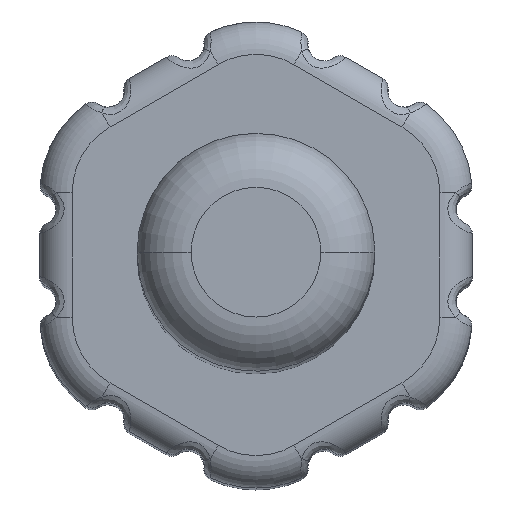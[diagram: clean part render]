
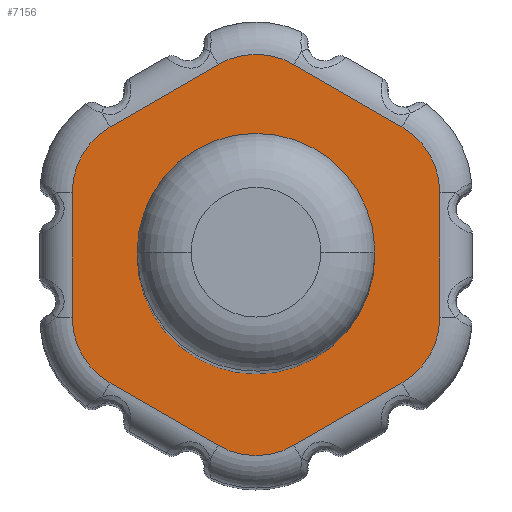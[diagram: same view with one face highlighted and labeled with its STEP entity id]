
A CAD part, top view. The second image highlights one B-rep face of the part: STEP entity #7156.
In plain terms, the highlighted planar face has unit normal (0, 0, 1).
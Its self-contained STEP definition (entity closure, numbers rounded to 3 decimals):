
#1232=DIRECTION('',(0.,-1.,0.));
#1233=VECTOR('',#1232,1.156);
#1234=CARTESIAN_POINT('',(-1.202,0.302,
9.894));
#1235=LINE('',#1234,#1233);
#1631=DIRECTION('',(0.,1.,0.));
#1632=VECTOR('',#1631,1.156);
#1633=CARTESIAN_POINT('',(2.198,-0.854,
9.894));
#1634=LINE('',#1633,#1632);
#1867=CARTESIAN_POINT('',(-0.502,0.302,
9.894));
#1868=DIRECTION('',(0.,0.,-1.));
#1869=DIRECTION('',(-1.,0.,0.));
#1870=AXIS2_PLACEMENT_3D('',#1867,#1868,#1869);
#1872=DIRECTION('',(0.866,0.5,0.));
#1873=VECTOR('',#1872,1.155);
#1874=CARTESIAN_POINT('',(-0.852,0.908,
9.894));
#1875=LINE('',#1874,#1873);
#1876=CARTESIAN_POINT('',(0.498,0.88,
9.894));
#1877=DIRECTION('',(0.,0.,-1.));
#1878=DIRECTION('',(-0.5,0.866,0.));
#1879=AXIS2_PLACEMENT_3D('',#1876,#1877,#1878);
#1881=DIRECTION('',(0.866,-0.5,0.));
#1882=VECTOR('',#1881,1.155);
#1883=CARTESIAN_POINT('',(0.848,1.486,9.894));
#1884=LINE('',#1883,#1882);
#1885=CARTESIAN_POINT('',(1.498,0.302,9.894));
#1886=DIRECTION('',(0.,0.,-1.));
#1887=DIRECTION('',(0.5,0.866,0.));
#1888=AXIS2_PLACEMENT_3D('',#1885,#1886,#1887);
#1890=CARTESIAN_POINT('',(1.498,-0.854,
9.894));
#1891=DIRECTION('',(0.,0.,-1.));
#1892=DIRECTION('',(1.,0.,0.));
#1893=AXIS2_PLACEMENT_3D('',#1890,#1891,#1892);
#1895=DIRECTION('',(-0.866,-0.5,0.));
#1896=VECTOR('',#1895,1.155);
#1897=CARTESIAN_POINT('',(1.848,-1.46,9.894));
#1898=LINE('',#1897,#1896);
#1899=CARTESIAN_POINT('',(0.498,-1.432,
9.894));
#1900=DIRECTION('',(0.,0.,-1.));
#1901=DIRECTION('',(0.5,-0.866,0.));
#1902=AXIS2_PLACEMENT_3D('',#1899,#1900,#1901);
#1904=DIRECTION('',(-0.866,0.5,0.));
#1905=VECTOR('',#1904,1.155);
#1906=CARTESIAN_POINT('',(0.148,-2.038,
9.894));
#1907=LINE('',#1906,#1905);
#1908=CARTESIAN_POINT('',(-0.502,-0.854,
9.894));
#1909=DIRECTION('',(0.,0.,-1.));
#1910=DIRECTION('',(-0.5,-0.866,0.));
#1911=AXIS2_PLACEMENT_3D('',#1908,#1909,#1910);
#1913=CARTESIAN_POINT('',(0.498,-0.276,
9.894));
#1914=DIRECTION('',(0.,0.,1.));
#1915=DIRECTION('',(1.,0.,0.));
#1916=AXIS2_PLACEMENT_3D('',#1913,#1914,#1915);
#1918=CARTESIAN_POINT('',(0.498,-0.276,
9.894));
#1919=DIRECTION('',(0.,0.,1.));
#1920=DIRECTION('',(-1.,0.,0.));
#1921=AXIS2_PLACEMENT_3D('',#1918,#1919,#1920);
#2284=CARTESIAN_POINT('',(0.848,1.486,9.894));
#2285=VERTEX_POINT('',#2284);
#2286=CARTESIAN_POINT('',(0.148,1.486,9.894));
#2287=VERTEX_POINT('',#2286);
#2289=CARTESIAN_POINT('',(1.848,0.908,9.894));
#2290=VERTEX_POINT('',#2289);
#2292=CARTESIAN_POINT('',(2.198,0.302,9.894));
#2293=VERTEX_POINT('',#2292);
#2296=CARTESIAN_POINT('',(2.198,-0.854,
9.894));
#2297=VERTEX_POINT('',#2296);
#2299=CARTESIAN_POINT('',(1.848,-1.46,9.894));
#2300=VERTEX_POINT('',#2299);
#2302=CARTESIAN_POINT('',(0.848,-2.038,
9.894));
#2303=VERTEX_POINT('',#2302);
#2305=CARTESIAN_POINT('',(0.148,-2.038,
9.894));
#2306=VERTEX_POINT('',#2305);
#2308=CARTESIAN_POINT('',(-0.852,-1.46,
9.894));
#2309=VERTEX_POINT('',#2308);
#2311=CARTESIAN_POINT('',(-1.202,-0.854,
9.894));
#2312=VERTEX_POINT('',#2311);
#2314=CARTESIAN_POINT('',(-1.202,0.302,
9.894));
#2315=VERTEX_POINT('',#2314);
#2317=CARTESIAN_POINT('',(-0.852,0.908,
9.894));
#2318=VERTEX_POINT('',#2317);
#2319=CARTESIAN_POINT('',(1.598,-0.276,
9.894));
#2320=CARTESIAN_POINT('',(-0.602,-0.276,
9.894));
#2321=VERTEX_POINT('',#2319);
#2322=VERTEX_POINT('',#2320);
#7130=CARTESIAN_POINT('',(0.498,-0.276,
9.894));
#7131=DIRECTION('',(0.,0.,1.));
#7132=DIRECTION('',(1.,0.,0.));
#7133=AXIS2_PLACEMENT_3D('',#7130,#7131,#7132);
#7134=PLANE('',#7133);
#7135=ORIENTED_EDGE('',*,*,#5332,.F.);
#7136=ORIENTED_EDGE('',*,*,#5495,.T.);
#7138=ORIENTED_EDGE('',*,*,#7137,.T.);
#7139=ORIENTED_EDGE('',*,*,#5815,.T.);
#7140=ORIENTED_EDGE('',*,*,#5981,.T.);
#7141=ORIENTED_EDGE('',*,*,#6144,.T.);
#7142=ORIENTED_EDGE('',*,*,#6329,.F.);
#7143=ORIENTED_EDGE('',*,*,#6489,.T.);
#7144=ORIENTED_EDGE('',*,*,#6654,.T.);
#7145=ORIENTED_EDGE('',*,*,#6815,.T.);
#7146=ORIENTED_EDGE('',*,*,#6979,.T.);
#7147=ORIENTED_EDGE('',*,*,#5306,.T.);
#7148=EDGE_LOOP('',(#7135,#7136,#7138,#7139,#7140,#7141,#7142,#7143,#7144,#7145,
#7146,#7147));
#7149=FACE_OUTER_BOUND('',#7148,.F.);
#7151=ORIENTED_EDGE('',*,*,#7150,.T.);
#7153=ORIENTED_EDGE('',*,*,#7152,.T.);
#7154=EDGE_LOOP('',(#7151,#7153));
#7155=FACE_BOUND('',#7154,.F.);
#7156=ADVANCED_FACE('',(#7149,#7155),#7134,.T.);
#1871=CIRCLE('',#1870,0.7);
#1880=CIRCLE('',#1879,0.7);
#1889=CIRCLE('',#1888,0.7);
#1894=CIRCLE('',#1893,0.7);
#1903=CIRCLE('',#1902,0.7);
#1912=CIRCLE('',#1911,0.7);
#1917=CIRCLE('',#1916,1.1);
#1922=CIRCLE('',#1921,1.1);
#5306=EDGE_CURVE('',#2309,#2312,#1912,.T.);
#5332=EDGE_CURVE('',#2315,#2312,#1235,.T.);
#5495=EDGE_CURVE('',#2315,#2318,#1871,.T.);
#5815=EDGE_CURVE('',#2287,#2285,#1880,.T.);
#5981=EDGE_CURVE('',#2285,#2290,#1884,.T.);
#6144=EDGE_CURVE('',#2290,#2293,#1889,.T.);
#6329=EDGE_CURVE('',#2297,#2293,#1634,.T.);
#6489=EDGE_CURVE('',#2297,#2300,#1894,.T.);
#6654=EDGE_CURVE('',#2300,#2303,#1898,.T.);
#6815=EDGE_CURVE('',#2303,#2306,#1903,.T.);
#6979=EDGE_CURVE('',#2306,#2309,#1907,.T.);
#7137=EDGE_CURVE('',#2318,#2287,#1875,.T.);
#7150=EDGE_CURVE('',#2321,#2322,#1917,.T.);
#7152=EDGE_CURVE('',#2322,#2321,#1922,.T.);
